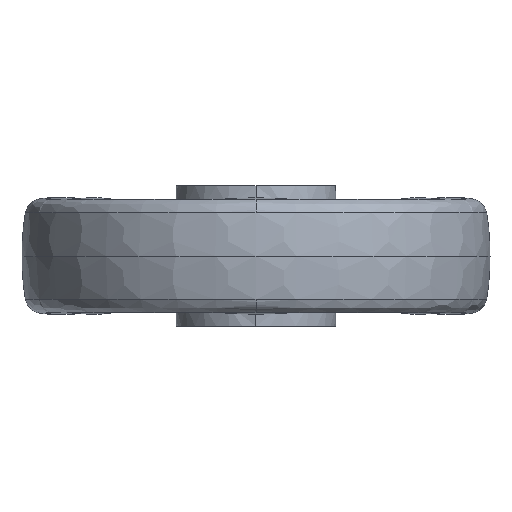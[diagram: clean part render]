
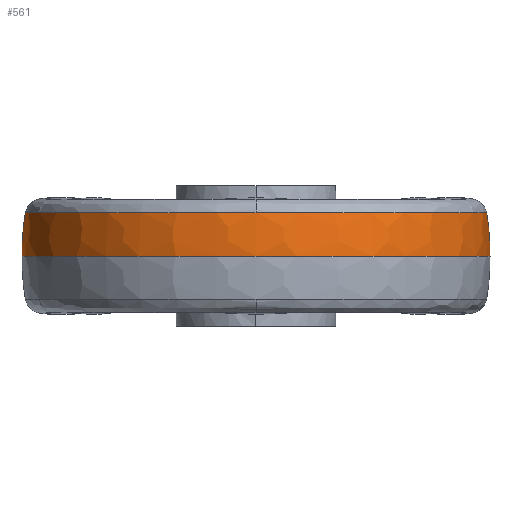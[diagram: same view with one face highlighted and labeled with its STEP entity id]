
A CAD part, left-side view. The second image highlights one B-rep face of the part: STEP entity #561.
In plain terms, the highlighted toroidal (fillet/blend) face has major radius 4.992 mm and minor radius 105 mm.
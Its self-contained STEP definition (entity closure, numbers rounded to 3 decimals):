
#181 = VERTEX_POINT ( 'NONE', #4147 ) ;
#232 = ORIENTED_EDGE ( 'NONE', *, *, #1481, .T. ) ;
#269 = VERTEX_POINT ( 'NONE', #3067 ) ;
#367 = AXIS2_PLACEMENT_3D ( 'NONE', #2119, #2103, #2096 ) ;
#462 = VERTEX_POINT ( 'NONE', #2974 ) ;
#502 = CARTESIAN_POINT ( 'NONE',  ( 0., 0., 18.561 ) ) ;
#511 = DIRECTION ( 'NONE',  ( 0., 0., -1. ) ) ;
#530 = DIRECTION ( 'NONE',  ( -1., 0., 0. ) ) ;
#561 = ADVANCED_FACE ( 'NONE', ( #1684 ), #1424, .T. ) ;
#775 = CIRCLE ( 'NONE', #367, 105. ) ;
#877 = CARTESIAN_POINT ( 'NONE',  ( 0., -98.58, 18.561 ) ) ;
#1015 = DIRECTION ( 'NONE',  ( -1., 0., 0. ) ) ;
#1051 = DIRECTION ( 'NONE',  ( 0., 0., -1. ) ) ;
#1068 = CARTESIAN_POINT ( 'NONE',  ( 0., 0., 18.561 ) ) ;
#1298 = DIRECTION ( 'NONE',  ( 0., -1., 0. ) ) ;
#1307 = DIRECTION ( 'NONE',  ( 0., 0., -1. ) ) ;
#1424 = TOROIDAL_SURFACE ( 'NONE', #2691, -4.992, 105. ) ;
#1481 = EDGE_CURVE ( 'NONE', #462, #181, #775, .T. ) ;
#1484 = CARTESIAN_POINT ( 'NONE',  ( 0., 0., 1.304 ) ) ;
#1640 = ORIENTED_EDGE ( 'NONE', *, *, #2373, .F. ) ;
#1654 = EDGE_CURVE ( 'NONE', #2398, #1871, #3789, .T. ) ;
#1684 = FACE_OUTER_BOUND ( 'NONE', #2647, .T. ) ;
#1856 = ORIENTED_EDGE ( 'NONE', *, *, #3325, .T. ) ;
#1871 = VERTEX_POINT ( 'NONE', #4151 ) ;
#2022 = AXIS2_PLACEMENT_3D ( 'NONE', #3462, #3463, #3469 ) ;
#2096 = DIRECTION ( 'NONE',  ( 0., 0., 1. ) ) ;
#2103 = DIRECTION ( 'NONE',  ( -1., 0., 0. ) ) ;
#2119 = CARTESIAN_POINT ( 'NONE',  ( 0., -4.992, 1.304 ) ) ;
#2332 = AXIS2_PLACEMENT_3D ( 'NONE', #1068, #1051, #1015 ) ;
#2360 = CIRCLE ( 'NONE', #4623, 98.58 ) ;
#2373 = EDGE_CURVE ( 'NONE', #1871, #181, #3724, .T. ) ;
#2398 = VERTEX_POINT ( 'NONE', #877 ) ;
#2609 = EDGE_CURVE ( 'NONE', #269, #462, #2360, .T. ) ;
#2612 = ORIENTED_EDGE ( 'NONE', *, *, #1654, .F. ) ;
#2636 = CIRCLE ( 'NONE', #2332, 98.58 ) ;
#2647 = EDGE_LOOP ( 'NONE', ( #1856, #2834, #232, #1640, #2612 ) ) ;
#2691 = AXIS2_PLACEMENT_3D ( 'NONE', #1484, #1307, #1298 ) ;
#2834 = ORIENTED_EDGE ( 'NONE', *, *, #2609, .T. ) ;
#2974 = CARTESIAN_POINT ( 'NONE',  ( 0., 98.58, 18.561 ) ) ;
#3067 = CARTESIAN_POINT ( 'NONE',  ( -98.58, 0., 18.561 ) ) ;
#3124 = DIRECTION ( 'NONE',  ( 0., -1., 0. ) ) ;
#3137 = DIRECTION ( 'NONE',  ( 0., 0., -1. ) ) ;
#3148 = CARTESIAN_POINT ( 'NONE',  ( 0., 0., 0. ) ) ;
#3325 = EDGE_CURVE ( 'NONE', #2398, #269, #2636, .T. ) ;
#3462 = CARTESIAN_POINT ( 'NONE',  ( 0., 4.992, 1.304 ) ) ;
#3463 = DIRECTION ( 'NONE',  ( 1., 0., 0. ) ) ;
#3469 = DIRECTION ( 'NONE',  ( 0., 0., -1. ) ) ;
#3724 = CIRCLE ( 'NONE', #4103, 100. ) ;
#3789 = CIRCLE ( 'NONE', #2022, 105. ) ;
#4103 = AXIS2_PLACEMENT_3D ( 'NONE', #3148, #3137, #3124 ) ;
#4147 = CARTESIAN_POINT ( 'NONE',  ( 0., 100., 0. ) ) ;
#4151 = CARTESIAN_POINT ( 'NONE',  ( 0., -100., 0. ) ) ;
#4623 = AXIS2_PLACEMENT_3D ( 'NONE', #502, #511, #530 ) ;
